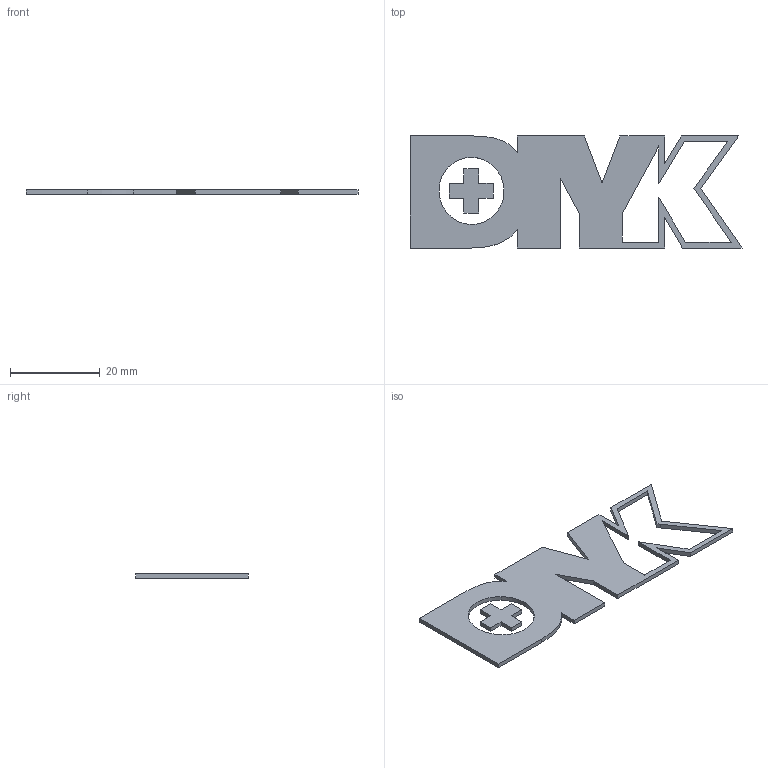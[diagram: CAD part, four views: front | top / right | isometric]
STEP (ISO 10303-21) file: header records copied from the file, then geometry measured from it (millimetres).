
FILE_DESCRIPTION (( 'STEP AP214' ), '1' );
FILE_NAME ('diyk logo.STEP', '2021-10-19T20:55:59', ( '' ), ( '' ), 'SwSTEP 2.0', 'SolidWorks 2020', '' );
FILE_SCHEMA (( 'AUTOMOTIVE_DESIGN' ));
Length unit declared in the file: millimetre
Products named in the file (1): diyk logo
Bounding box: 74.09 x 25 x 1 mm (x, y, z)
Volume: 1157.8 mm3; surface area: 2796.8 mm2
Topology: 2 solids, 2 shells, 61 faces, 171 edges, 114 vertices
Faces by surface type: plane 55, bspline 6
Entity records: 2060 total; most frequent: CARTESIAN_POINT 473, ORIENTED_EDGE 342, DIRECTION 271, EDGE_CURVE 171, VECTOR 159, LINE 159, VERTEX_POINT 114, EDGE_LOOP 65
